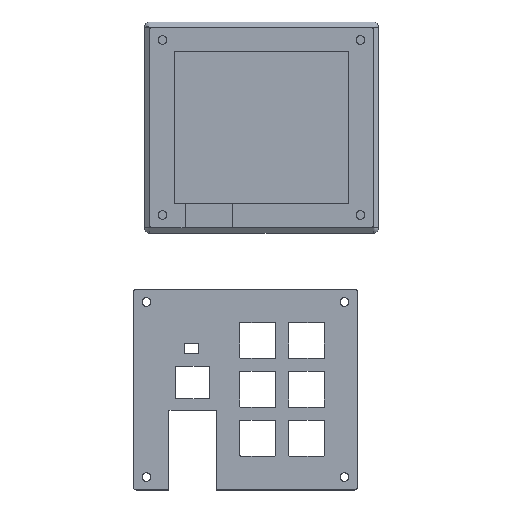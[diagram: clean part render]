
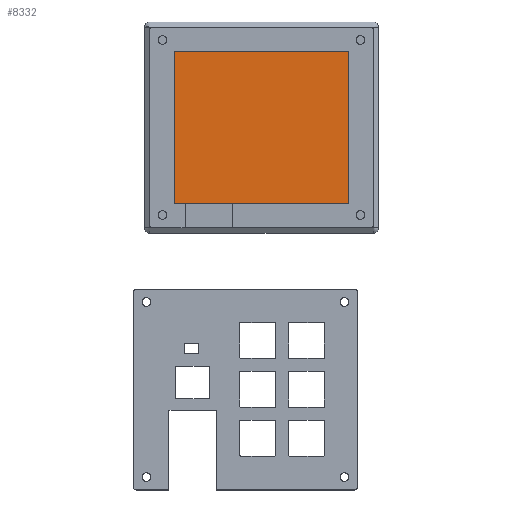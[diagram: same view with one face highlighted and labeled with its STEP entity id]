
A CAD part, top view. The second image highlights one B-rep face of the part: STEP entity #8332.
In plain terms, the highlighted planar face has unit normal (0, 0, 1).
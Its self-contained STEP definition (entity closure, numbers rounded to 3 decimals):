
#845=PLANE('',#8863);
#1031=FACE_OUTER_BOUND('',#1506,.T.);
#1506=EDGE_LOOP('',(#5827,#5828,#5829,#5830));
#2047=LINE('',#10688,#2754);
#2048=LINE('',#10690,#2755);
#2049=LINE('',#10692,#2756);
#2050=LINE('',#10693,#2757);
#2754=VECTOR('',#9333,10.);
#2755=VECTOR('',#9334,10.);
#2756=VECTOR('',#9335,10.);
#2757=VECTOR('',#9336,10.);
#3559=VERTEX_POINT('',#10686);
#3560=VERTEX_POINT('',#10687);
#3561=VERTEX_POINT('',#10689);
#3562=VERTEX_POINT('',#10691);
#4451=EDGE_CURVE('',#3559,#3560,#2047,.T.);
#4452=EDGE_CURVE('',#3561,#3559,#2048,.T.);
#4453=EDGE_CURVE('',#3562,#3561,#2049,.T.);
#4454=EDGE_CURVE('',#3560,#3562,#2050,.T.);
#5827=ORIENTED_EDGE('',*,*,#4451,.F.);
#5828=ORIENTED_EDGE('',*,*,#4452,.F.);
#5829=ORIENTED_EDGE('',*,*,#4453,.F.);
#5830=ORIENTED_EDGE('',*,*,#4454,.F.);
#8332=ADVANCED_FACE('',(#1031),#845,.T.);
#8863=AXIS2_PLACEMENT_3D('',#10685,#9331,#9332);
#9331=DIRECTION('center_axis',(0.,0.,1.));
#9332=DIRECTION('ref_axis',(1.,0.,0.));
#9333=DIRECTION('',(-1.,0.,0.));
#9334=DIRECTION('',(0.,-1.,0.));
#9335=DIRECTION('',(1.,0.,0.));
#9336=DIRECTION('',(0.,1.,0.));
#10685=CARTESIAN_POINT('Origin',(21.05,-16.6,3.));
#10686=CARTESIAN_POINT('',(55.1,-46.2,3.));
#10687=CARTESIAN_POINT('',(-13.,-46.2,3.));
#10688=CARTESIAN_POINT('',(38.075,-46.2,3.));
#10689=CARTESIAN_POINT('',(55.1,13.,3.));
#10690=CARTESIAN_POINT('',(55.1,-1.8,3.));
#10691=CARTESIAN_POINT('',(-13.,13.,3.));
#10692=CARTESIAN_POINT('',(4.025,13.,3.));
#10693=CARTESIAN_POINT('',(-13.,-31.4,3.));
